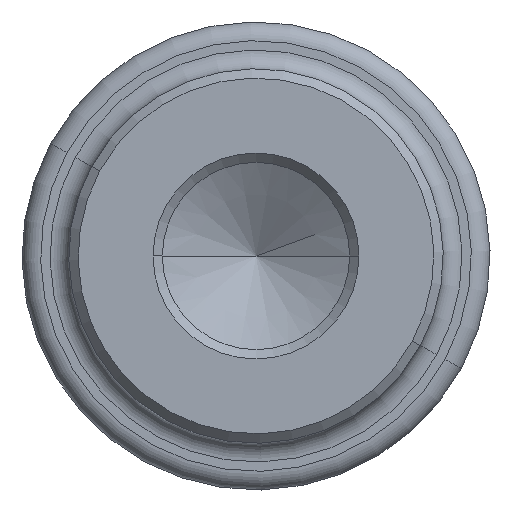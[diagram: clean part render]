
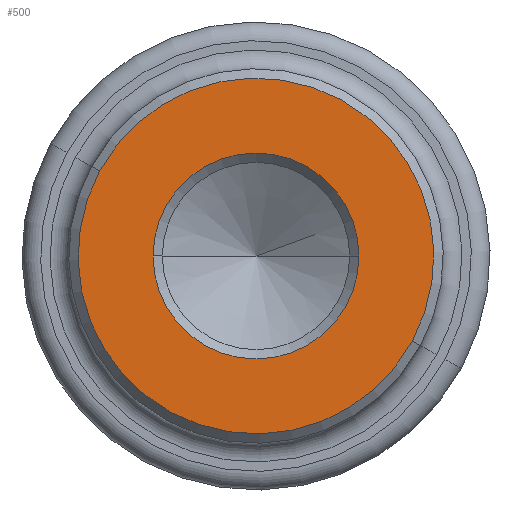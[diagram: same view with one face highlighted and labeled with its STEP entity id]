
A CAD part, left-side view. The second image highlights one B-rep face of the part: STEP entity #500.
In plain terms, the highlighted planar face has unit normal (-1, 0, 0).
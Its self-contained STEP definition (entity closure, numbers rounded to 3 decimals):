
#391=CARTESIAN_POINT('Vertex',(0.,5.5,0.)) ;
#394=CARTESIAN_POINT('Axis2P3D Location',(0.,0.,0.)) ;
#398=CARTESIAN_POINT('Vertex',(0.,-5.5,0.)) ;
#418=CARTESIAN_POINT('Axis2P3D Location',(0.,0.,0.)) ;
#473=CARTESIAN_POINT('Axis2P3D Location',(0.,10.,0.)) ;
#478=CARTESIAN_POINT('Axis2P3D Location',(0.,0.,0.)) ;
#482=CARTESIAN_POINT('Vertex',(0.,8.337,4.555)) ;
#484=CARTESIAN_POINT('Vertex',(0.,-8.337,-4.555)) ;
#487=CARTESIAN_POINT('Axis2P3D Location',(0.,0.,0.)) ;
#395=DIRECTION('Axis2P3D Direction',(1.,0.,0.)) ;
#419=DIRECTION('Axis2P3D Direction',(1.,0.,0.)) ;
#474=DIRECTION('Axis2P3D Direction',(1.,0.,0.)) ;
#475=DIRECTION('Axis2P3D XDirection',(0.,1.,0.)) ;
#479=DIRECTION('Axis2P3D Direction',(1.,0.,0.)) ;
#488=DIRECTION('Axis2P3D Direction',(1.,0.,0.)) ;
#396=AXIS2_PLACEMENT_3D('Circle Axis2P3D',#394,#395,$) ;
#420=AXIS2_PLACEMENT_3D('Circle Axis2P3D',#418,#419,$) ;
#476=AXIS2_PLACEMENT_3D('Plane Axis2P3D',#473,#474,#475) ;
#480=AXIS2_PLACEMENT_3D('Circle Axis2P3D',#478,#479,$) ;
#489=AXIS2_PLACEMENT_3D('Circle Axis2P3D',#487,#488,$) ;
#493=ORIENTED_EDGE('',*,*,#486,.F.) ;
#494=ORIENTED_EDGE('',*,*,#491,.F.) ;
#497=ORIENTED_EDGE('',*,*,#400,.F.) ;
#498=ORIENTED_EDGE('',*,*,#422,.F.) ;
#499=FACE_BOUND('',#496,.T.) ;
#500=ADVANCED_FACE('Corps principal',(#495,#499),#477,.F.) ;
#397=CIRCLE('generated circle',#396,5.5) ;
#421=CIRCLE('generated circle',#420,5.5) ;
#481=CIRCLE('generated circle',#480,9.5) ;
#490=CIRCLE('generated circle',#489,9.5) ;
#400=EDGE_CURVE('',#392,#399,#397,.F.) ;
#422=EDGE_CURVE('',#399,#392,#421,.F.) ;
#486=EDGE_CURVE('',#483,#485,#481,.T.) ;
#491=EDGE_CURVE('',#485,#483,#490,.T.) ;
#492=EDGE_LOOP('',(#493,#494)) ;
#496=EDGE_LOOP('',(#497,#498)) ;
#495=FACE_OUTER_BOUND('',#492,.T.) ;
#477=PLANE('Plane',#476) ;
#392=VERTEX_POINT('',#391) ;
#399=VERTEX_POINT('',#398) ;
#483=VERTEX_POINT('',#482) ;
#485=VERTEX_POINT('',#484) ;
